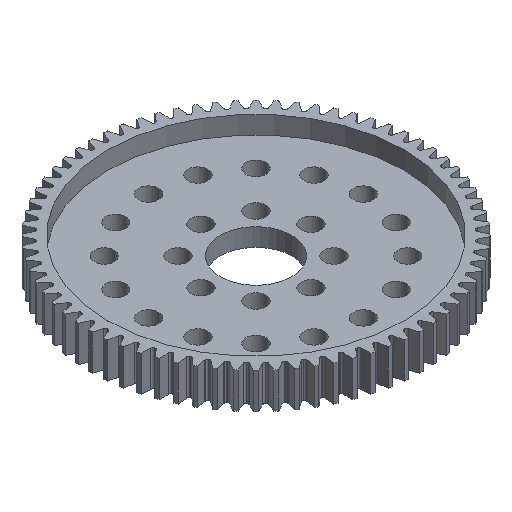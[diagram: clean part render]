
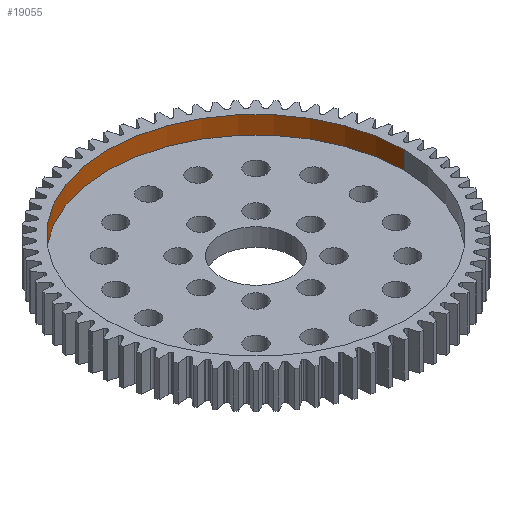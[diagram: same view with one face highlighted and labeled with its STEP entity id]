
A CAD part, isometric view. The second image highlights one B-rep face of the part: STEP entity #19055.
In plain terms, the highlighted cylindrical face has radius 26.313 mm (diameter 52.626 mm), a partial arc.
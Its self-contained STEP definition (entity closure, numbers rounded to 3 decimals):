
#610 = CARTESIAN_POINT ( 'NONE',  ( -26.313, 0., 3.175 ) ) ;
#2055 = FACE_OUTER_BOUND ( 'NONE', #15794, .T. ) ;
#3050 = DIRECTION ( 'NONE',  ( 0., 0., 1. ) ) ;
#3804 = VERTEX_POINT ( 'NONE', #19720 ) ;
#4255 = CARTESIAN_POINT ( 'NONE',  ( 0., 0., 6.35 ) ) ;
#5873 = ORIENTED_EDGE ( 'NONE', *, *, #24006, .F. ) ;
#7946 = EDGE_CURVE ( 'NONE', #3804, #25407, #29140, .T. ) ;
#7967 = VERTEX_POINT ( 'NONE', #11730 ) ;
#8988 = AXIS2_PLACEMENT_3D ( 'NONE', #13288, #13590, #27599 ) ;
#9907 = ORIENTED_EDGE ( 'NONE', *, *, #28974, .T. ) ;
#11432 = VERTEX_POINT ( 'NONE', #19335 ) ;
#11730 = CARTESIAN_POINT ( 'NONE',  ( 26.313, 0., 3.175 ) ) ;
#11882 = ORIENTED_EDGE ( 'NONE', *, *, #7946, .F. ) ;
#12485 = DIRECTION ( 'NONE',  ( 0., 0., 1. ) ) ;
#12687 = DIRECTION ( 'NONE',  ( 1., 0., 0. ) ) ;
#12715 = AXIS2_PLACEMENT_3D ( 'NONE', #24465, #12485, #12687 ) ;
#13288 = CARTESIAN_POINT ( 'NONE',  ( 0., 0., 3.175 ) ) ;
#13590 = DIRECTION ( 'NONE',  ( 0., 0., 1. ) ) ;
#14392 = AXIS2_PLACEMENT_3D ( 'NONE', #4255, #20773, #23231 ) ;
#15794 = EDGE_LOOP ( 'NONE', ( #11882, #5873, #9907, #20741 ) ) ;
#16670 = CIRCLE ( 'NONE', #8988, 26.313 ) ;
#17062 = CARTESIAN_POINT ( 'NONE',  ( -26.313, 0., 6.35 ) ) ;
#17400 = CARTESIAN_POINT ( 'NONE',  ( 26.313, 0., 3.175 ) ) ;
#19055 = ADVANCED_FACE ( 'NONE', ( #2055 ), #28221, .F. ) ;
#19335 = CARTESIAN_POINT ( 'NONE',  ( 26.313, 0., 6.35 ) ) ;
#19720 = CARTESIAN_POINT ( 'NONE',  ( -26.313, 0., 3.175 ) ) ;
#20741 = ORIENTED_EDGE ( 'NONE', *, *, #28561, .T. ) ;
#20773 = DIRECTION ( 'NONE',  ( 0., 0., 1. ) ) ;
#21936 = DIRECTION ( 'NONE',  ( 0., 0., 1. ) ) ;
#22038 = LINE ( 'NONE', #17400, #29025 ) ;
#23231 = DIRECTION ( 'NONE',  ( 1., 0., 0. ) ) ;
#24006 = EDGE_CURVE ( 'NONE', #7967, #3804, #16670, .T. ) ;
#24465 = CARTESIAN_POINT ( 'NONE',  ( 0., 0., 3.175 ) ) ;
#25407 = VERTEX_POINT ( 'NONE', #17062 ) ;
#25856 = VECTOR ( 'NONE', #21936, 1000. ) ;
#26816 = CIRCLE ( 'NONE', #14392, 26.313 ) ;
#27599 = DIRECTION ( 'NONE',  ( 1., 0., 0. ) ) ;
#28221 = CYLINDRICAL_SURFACE ( 'NONE', #12715, 26.313 ) ;
#28561 = EDGE_CURVE ( 'NONE', #11432, #25407, #26816, .T. ) ;
#28974 = EDGE_CURVE ( 'NONE', #7967, #11432, #22038, .T. ) ;
#29025 = VECTOR ( 'NONE', #3050, 1000. ) ;
#29140 = LINE ( 'NONE', #610, #25856 ) ;
